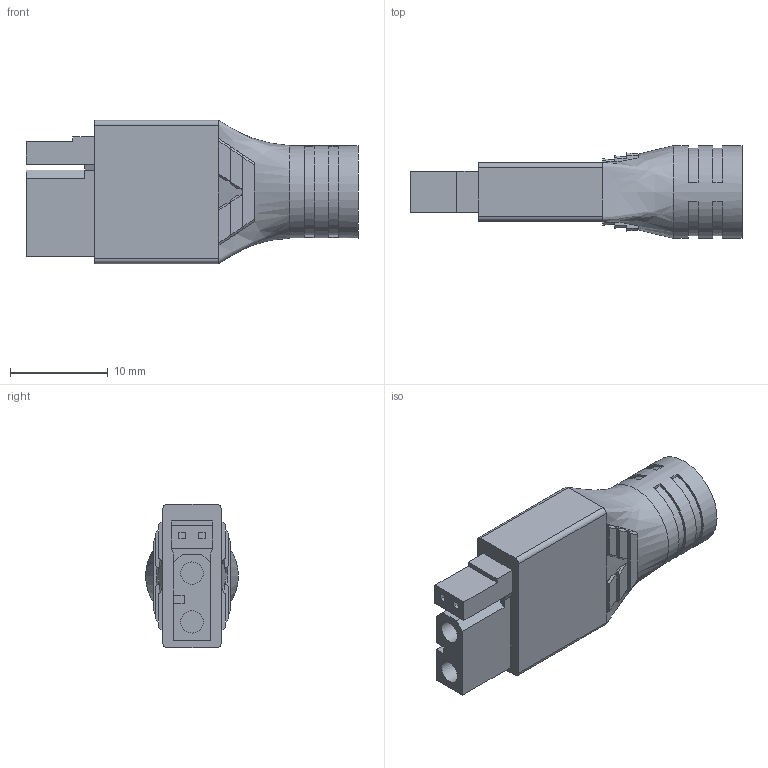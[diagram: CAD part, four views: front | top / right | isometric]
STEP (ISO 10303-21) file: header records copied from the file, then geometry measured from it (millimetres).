
FILE_DESCRIPTION(/* description */ (''),/* implementation_level */ '2;1');
FILE_NAME(/* name */ 'Umbilical_Overmold.step',/* time_stamp */ '2025-08-25T16:40:30+08:00',/* author */ (''),/* organization */ (''),/* preprocessor_version */ 'ST-DEVELOPER v20.1',/* originating_system */ 'Autodesk Translation Framework v14.10.0.0',/* authorisation */ '');
FILE_SCHEMA (('AUTOMOTIVE_DESIGN { 1 0 10303 214 3 1 1 }'));
Length unit declared in the file: millimetre
Products named in the file (3): XT30 Overmold; Connector; Overmold
Assembly tree (2 placements, depth 2):
  XT30 Overmold
    Connector
    Overmold
Bounding box: 34 x 9.5 x 14.7 mm (x, y, z)
Volume: 2430.3 mm3; surface area: 1913.4 mm2
Topology: 2 solids, 2 shells, 162 faces, 444 edges, 294 vertices
Faces by surface type: plane 146, cylinder 13, bspline 3
Full cylindrical faces by diameter (mm): 2.3 x2, 2.7 x2, 9.5 x1
Entity records: 5611 total; most frequent: CARTESIAN_POINT 1421, ORIENTED_EDGE 888, DIRECTION 786, EDGE_CURVE 444, LINE 368, VECTOR 368, VERTEX_POINT 294, AXIS2_PLACEMENT_3D 209
